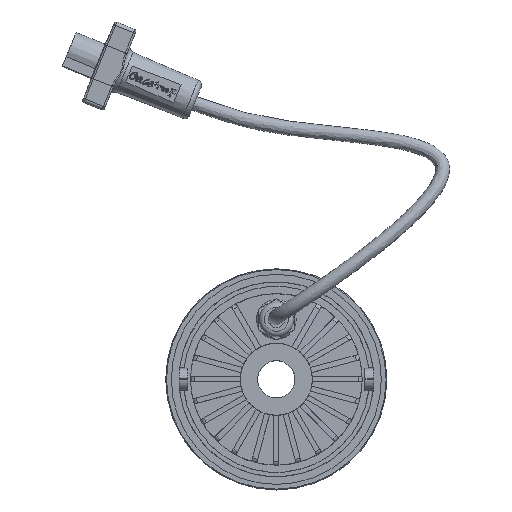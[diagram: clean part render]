
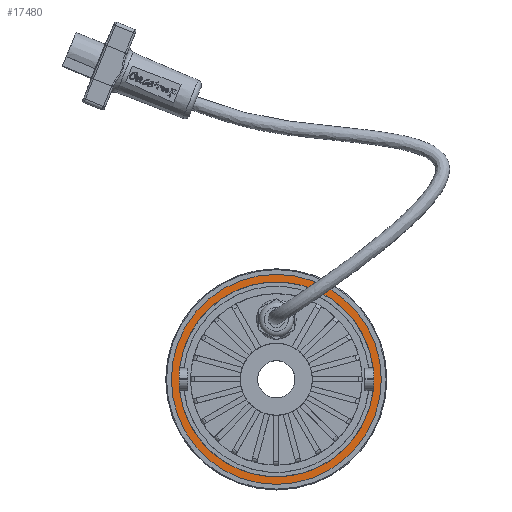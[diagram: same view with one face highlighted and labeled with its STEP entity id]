
A CAD part, top view. The second image highlights one B-rep face of the part: STEP entity #17480.
In plain terms, the highlighted face is planar.
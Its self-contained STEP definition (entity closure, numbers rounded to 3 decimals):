
#912=FACE_BOUND('',#3349,.T.);
#1551=PLANE('',#18926);
#2322=FACE_OUTER_BOUND('',#3348,.T.);
#3348=EDGE_LOOP('',(#14143,#14144));
#3349=EDGE_LOOP('',(#14145,#14146));
#7531=CIRCLE('',#18351,54.997);
#7532=CIRCLE('',#18352,54.997);
#7725=CIRCLE('',#18927,59.347);
#7726=CIRCLE('',#18928,59.347);
#8153=VERTEX_POINT('',#25316);
#8154=VERTEX_POINT('',#25317);
#8664=VERTEX_POINT('',#26992);
#8665=VERTEX_POINT('',#26993);
#9822=EDGE_CURVE('',#8153,#8154,#7531,.T.);
#9823=EDGE_CURVE('',#8154,#8153,#7532,.T.);
#10650=EDGE_CURVE('',#8664,#8665,#7725,.T.);
#10651=EDGE_CURVE('',#8665,#8664,#7726,.T.);
#14143=ORIENTED_EDGE('',*,*,#10650,.F.);
#14144=ORIENTED_EDGE('',*,*,#10651,.F.);
#14145=ORIENTED_EDGE('',*,*,#9822,.T.);
#14146=ORIENTED_EDGE('',*,*,#9823,.T.);
#17480=ADVANCED_FACE('',(#2322,#912),#1551,.T.);
#18351=AXIS2_PLACEMENT_3D('',#25318,#19995,#19996);
#18352=AXIS2_PLACEMENT_3D('',#25319,#19997,#19998);
#18926=AXIS2_PLACEMENT_3D('',#26991,#21734,#21735);
#18927=AXIS2_PLACEMENT_3D('',#26994,#21736,#21737);
#18928=AXIS2_PLACEMENT_3D('',#26995,#21738,#21739);
#19995=DIRECTION('center_axis',(1.,0.,0.));
#19996=DIRECTION('ref_axis',(0.,0.,-1.));
#19997=DIRECTION('center_axis',(1.,0.,0.));
#19998=DIRECTION('ref_axis',(0.,0.,-1.));
#21734=DIRECTION('center_axis',(-1.,0.,0.));
#21735=DIRECTION('ref_axis',(0.,0.,1.));
#21736=DIRECTION('center_axis',(1.,0.,0.));
#21737=DIRECTION('ref_axis',(0.,0.,-1.));
#21738=DIRECTION('center_axis',(1.,0.,0.));
#21739=DIRECTION('ref_axis',(0.,0.,-1.));
#25316=CARTESIAN_POINT('',(-3.05,0.,54.997));
#25317=CARTESIAN_POINT('',(-3.05,0.,-54.997));
#25318=CARTESIAN_POINT('Origin',(-3.05,0.,0.));
#25319=CARTESIAN_POINT('Origin',(-3.05,0.,0.));
#26991=CARTESIAN_POINT('Origin',(-3.05,0.,59.347));
#26992=CARTESIAN_POINT('',(-3.05,0.,59.347));
#26993=CARTESIAN_POINT('',(-3.05,0.,-59.347));
#26994=CARTESIAN_POINT('Origin',(-3.05,0.,0.));
#26995=CARTESIAN_POINT('Origin',(-3.05,0.,0.));
